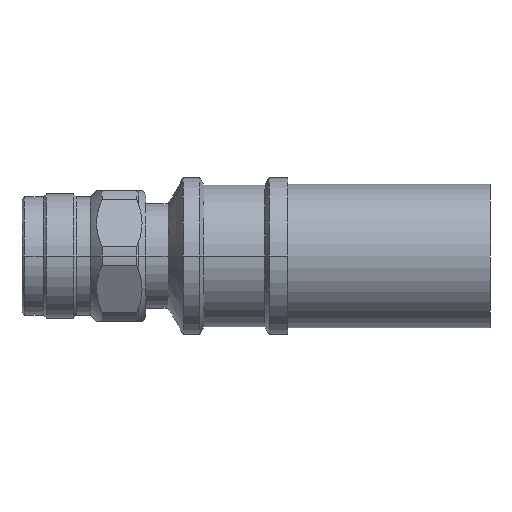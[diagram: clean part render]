
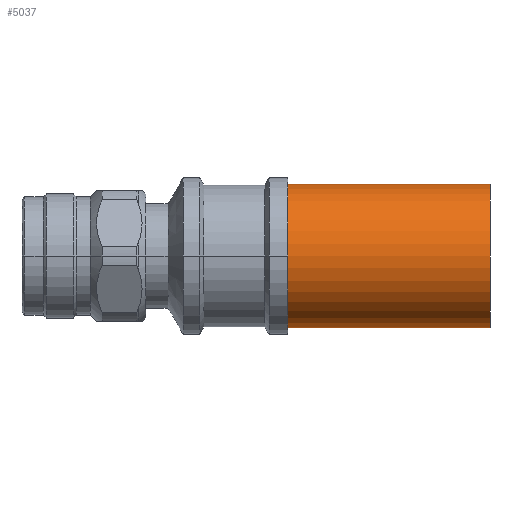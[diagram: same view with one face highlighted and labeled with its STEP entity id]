
A CAD part, front view. The second image highlights one B-rep face of the part: STEP entity #5037.
In plain terms, the highlighted cylindrical face has radius 8.7 mm (diameter 17.4 mm), a partial arc.
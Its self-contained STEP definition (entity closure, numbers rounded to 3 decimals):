
#25 = EDGE_CURVE ( 'NONE', #3444, #2092, #1718, .T. ) ;
#52 = VECTOR ( 'NONE', #4733, 1000. ) ;
#324 = CARTESIAN_POINT ( 'NONE',  ( -56.755, 0., 8.7 ) ) ;
#397 = CARTESIAN_POINT ( 'NONE',  ( -56.755, 0., -8.7 ) ) ;
#677 = VECTOR ( 'NONE', #5185, 1000. ) ;
#777 = CARTESIAN_POINT ( 'NONE',  ( 56.735, 0., 0. ) ) ;
#1119 = EDGE_CURVE ( 'NONE', #4143, #1463, #1475, .T. ) ;
#1307 = DIRECTION ( 'NONE',  ( -1., 0., 0. ) ) ;
#1389 = CARTESIAN_POINT ( 'NONE',  ( 32.235, 0., 0. ) ) ;
#1463 = VERTEX_POINT ( 'NONE', #1977 ) ;
#1475 = LINE ( 'NONE', #324, #52 ) ;
#1548 = ORIENTED_EDGE ( 'NONE', *, *, #2917, .T. ) ;
#1683 = CARTESIAN_POINT ( 'NONE',  ( -56.755, 0., 0. ) ) ;
#1718 = LINE ( 'NONE', #397, #677 ) ;
#1810 = EDGE_CURVE ( 'NONE', #3444, #4143, #4629, .T. ) ;
#1886 = AXIS2_PLACEMENT_3D ( 'NONE', #777, #3980, #1993 ) ;
#1938 = CARTESIAN_POINT ( 'NONE',  ( 56.735, 0., 8.7 ) ) ;
#1977 = CARTESIAN_POINT ( 'NONE',  ( 32.235, 0., 8.7 ) ) ;
#1993 = DIRECTION ( 'NONE',  ( 0., 0., 1. ) ) ;
#2092 = VERTEX_POINT ( 'NONE', #2713 ) ;
#2099 = CARTESIAN_POINT ( 'NONE',  ( 56.735, 0., -8.7 ) ) ;
#2150 = ORIENTED_EDGE ( 'NONE', *, *, #25, .F. ) ;
#2459 = ORIENTED_EDGE ( 'NONE', *, *, #1119, .T. ) ;
#2503 = AXIS2_PLACEMENT_3D ( 'NONE', #1389, #4198, #3318 ) ;
#2713 = CARTESIAN_POINT ( 'NONE',  ( 32.235, 0., -8.7 ) ) ;
#2917 = EDGE_CURVE ( 'NONE', #1463, #2092, #4507, .T. ) ;
#2939 = ORIENTED_EDGE ( 'NONE', *, *, #1810, .T. ) ;
#3018 = FACE_OUTER_BOUND ( 'NONE', #4641, .T. ) ;
#3272 = CYLINDRICAL_SURFACE ( 'NONE', #5075, 8.7 ) ;
#3318 = DIRECTION ( 'NONE',  ( 0., 0., 1. ) ) ;
#3444 = VERTEX_POINT ( 'NONE', #2099 ) ;
#3720 = DIRECTION ( 'NONE',  ( 0., 0., 1. ) ) ;
#3980 = DIRECTION ( 'NONE',  ( -1., 0., 0. ) ) ;
#4143 = VERTEX_POINT ( 'NONE', #1938 ) ;
#4198 = DIRECTION ( 'NONE',  ( 1., 0., 0. ) ) ;
#4507 = CIRCLE ( 'NONE', #2503, 8.7 ) ;
#4629 = CIRCLE ( 'NONE', #1886, 8.7 ) ;
#4641 = EDGE_LOOP ( 'NONE', ( #2150, #2939, #2459, #1548 ) ) ;
#4733 = DIRECTION ( 'NONE',  ( -1., 0., 0. ) ) ;
#5037 = ADVANCED_FACE ( 'NONE', ( #3018 ), #3272, .T. ) ;
#5075 = AXIS2_PLACEMENT_3D ( 'NONE', #1683, #1307, #3720 ) ;
#5185 = DIRECTION ( 'NONE',  ( -1., 0., 0. ) ) ;
